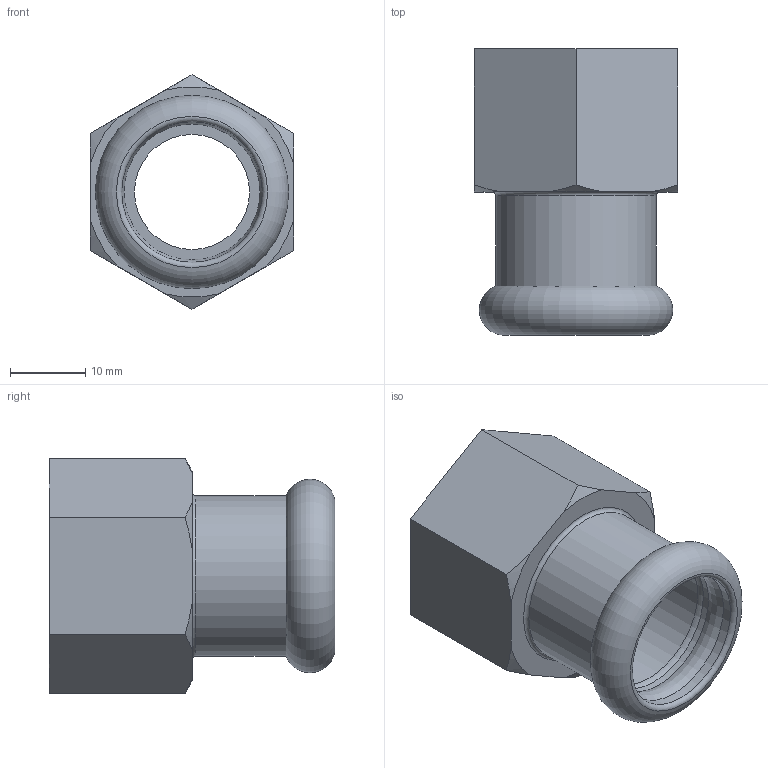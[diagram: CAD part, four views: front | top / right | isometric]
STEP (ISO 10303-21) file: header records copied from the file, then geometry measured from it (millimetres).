
FILE_DESCRIPTION(/* description */ ('MANICOTTO FILETTATO FEMMINA 1/2"x18'),/* implementation_level */ '2;1');
FILE_NAME(/* name */ '190102018_Inoxpres.stp',/* time_stamp */ '2022-10-12T09:13:16+02:00',/* author */ ('Vault'),/* organization */ ('Raccorderie metalliche s.p.a.'),/* preprocessor_version */ 'ST-DEVELOPER v18.1',/* originating_system */ 'Autodesk Inventor 2020',/* authorisation */ 'Raccorderie metalliche s.p.a.');
FILE_SCHEMA (('AUTOMOTIVE_DESIGN { 1 0 10303 214 3 1 1 }'));
Length unit declared in the file: millimetre
Products named in the file (1): 190102018_Inoxpres
Bounding box: 27 x 38 x 31.18 mm (x, y, z)
Volume: 8972.3 mm3; surface area: 6394.8 mm2
Topology: 1 solids, 1 shells, 30 faces, 82 edges, 56 vertices
Faces by surface type: plane 10, cone 8, cylinder 7, torus 5
Full cylindrical faces by diameter (mm): 15.3 x1, 18.3 x1, 18.64 x1, 18.7 x2, 21.3 x1, 21.5 x1
Entity records: 1014 total; most frequent: CARTESIAN_POINT 193, DIRECTION 175, ORIENTED_EDGE 164, EDGE_CURVE 82, AXIS2_PLACEMENT_3D 74, VERTEX_POINT 56, CIRCLE 43, EDGE_LOOP 34
